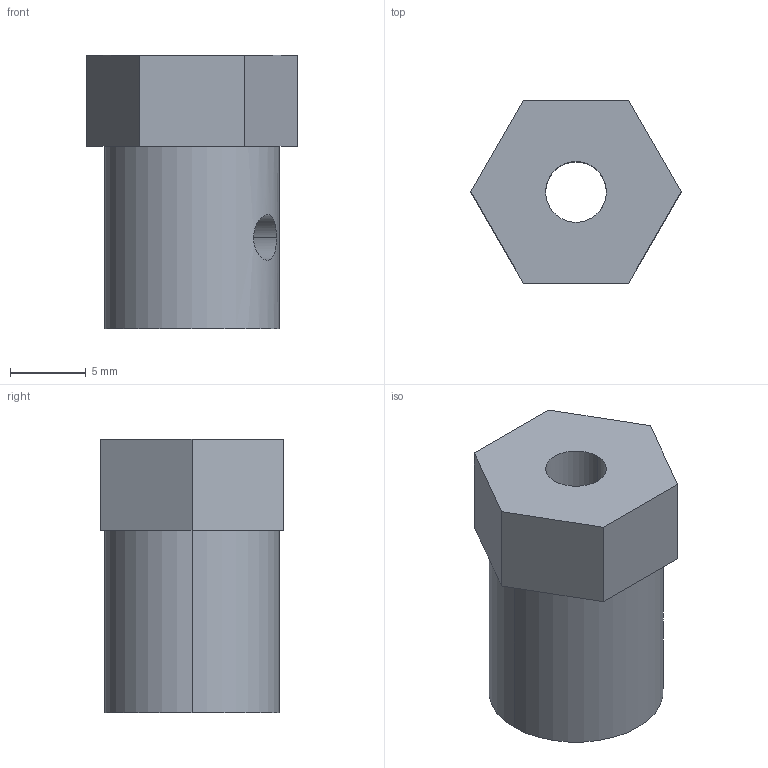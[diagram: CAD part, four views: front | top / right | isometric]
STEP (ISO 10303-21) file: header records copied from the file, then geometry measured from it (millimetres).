
FILE_DESCRIPTION (( 'STEP AP203' ), '1' );
FILE_NAME ('hexa_Default_sldprt.STEP', '2025-11-03T17:15:56', ( '' ), ( '' ), 'SwSTEP 2.0', 'SolidWorks 2025', '' );
FILE_SCHEMA (( 'CONFIG_CONTROL_DESIGN' ));
Length unit declared in the file: millimetre
Products named in the file (1): hexa_Default_sldprt
Bounding box: 13.86 x 12 x 18 mm (x, y, z)
Volume: 1741.2 mm3; surface area: 1156 mm2
Topology: 1 solids, 1 shells, 15 faces, 39 edges, 26 vertices
Faces by surface type: plane 9, cylinder 6
Entity records: 634 total; most frequent: CARTESIAN_POINT 181, ORIENTED_EDGE 78, DIRECTION 73, EDGE_CURVE 39, VERTEX_POINT 26, VECTOR 25, LINE 25, AXIS2_PLACEMENT_3D 24
